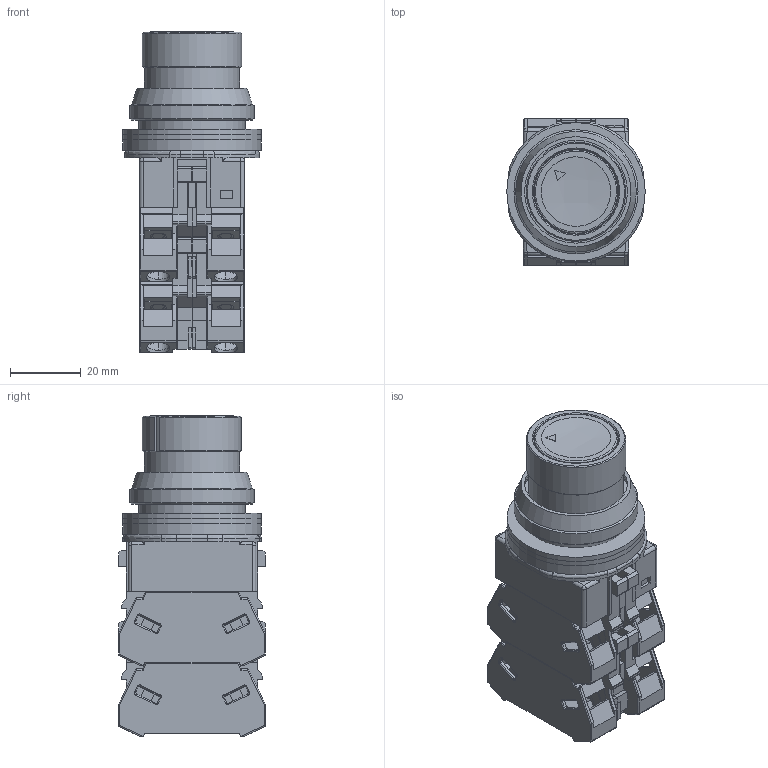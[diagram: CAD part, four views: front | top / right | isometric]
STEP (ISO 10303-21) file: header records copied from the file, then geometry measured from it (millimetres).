
FILE_DESCRIPTION (( 'STEP AP214' ), '1' );
FILE_NAME ('ASBN2xxN-$$$$.STEP', '2021-01-18T07:37:19', ( '' ), ( '' ), 'SwSTEP 2.0', 'SolidWorks 2019', '' );
FILE_SCHEMA (( 'AUTOMOTIVE_DESIGN' ));
Length unit declared in the file: millimetre
Products named in the file (7): AS-FIT-CAP; ASBN2xxN-$$$$; OW-12; HW-Uxx(R); OW-11; TWT30-OPRT-RING-A_BUTTON; TWT-SB-BODY-N
Assembly tree (10 placements, depth 2):
  ASBN2xxN-$$$$
    TWT-SB-BODY-N
    OW-12
    OW-11  x2
    AS-FIT-CAP
    HW-Uxx(R)  x4
    TWT30-OPRT-RING-A_BUTTON
Bounding box: 39 x 41.4 x 90.4 mm (x, y, z)
Volume: 83163.2 mm3; surface area: 35788.2 mm2
Topology: 11 solids, 11 shells, 1201 faces, 3243 edges, 2079 vertices
Faces by surface type: plane 749, cylinder 301, bspline 134, cone 16, torus 1
Full cylindrical faces by diameter (mm): 3.5 x8, 21.4 x1, 23.6 x1, 25.2 x1, 26.8 x1, 29 x1, 29.5 x3, 30 x2, 31 x1, 35 x1, 39 x3
Entity records: 14868 total; most frequent: CARTESIAN_POINT 4203, ORIENTED_EDGE 2208, DIRECTION 2023, EDGE_CURVE 1104, LINE 783, VECTOR 783, VERTEX_POINT 730, AXIS2_PLACEMENT_3D 620
